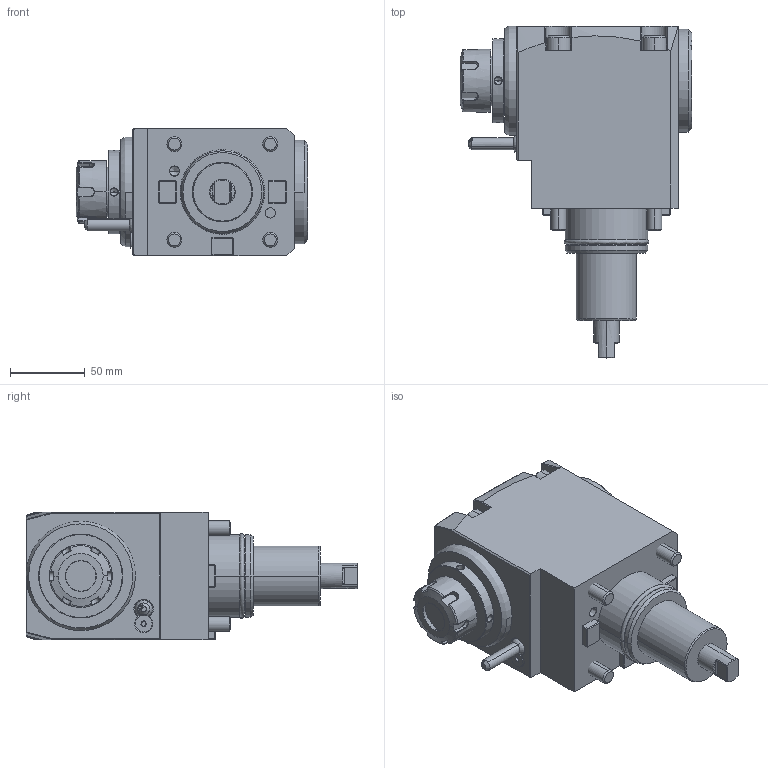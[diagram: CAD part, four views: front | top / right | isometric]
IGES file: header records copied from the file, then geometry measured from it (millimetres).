
Start section:  PTC IGES file: ngt2_55_201_25_1_3_85_em2.igs
Global section: file name: ngt2_55_201_25_1_3_85_em2.igs; native system: Pro/ENGINEER by Parametric Technology Corporation; preprocessor: 2010280; author: vali; organization: Unknown; date: 20230925.123424; units: millimetre
Bounding box: 154.6 x 221.5 x 85 mm (x, y, z)
Volume: 1308154.1 mm3; surface area: 112900.1 mm2
Topology: 2 solids, 6 shells, 482 faces, 1143 edges, 699 vertices
Faces by surface type: bspline 274, revolution 195, extrusion 13
